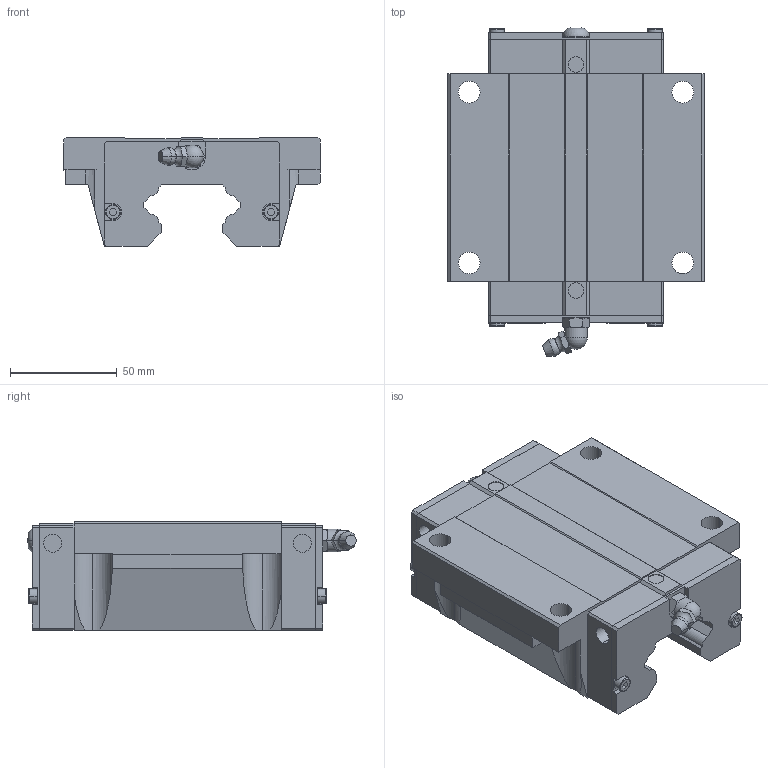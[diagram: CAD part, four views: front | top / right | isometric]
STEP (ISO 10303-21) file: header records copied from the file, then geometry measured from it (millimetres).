
FILE_DESCRIPTION(('STEP AP214'),'1');
FILE_NAME('cctmp_407B2DFC-4D08-477A-8AC7-F08CB0D319C5_2020_4_23_15_36_51_257..stp','2020-04-23T13:36:51',('HIWIN GmbH'),('CADClick - www.CADClick.com'),'Spatial InterOp 3D',' ','unknown authorization');
FILE_SCHEMA(('AUTOMOTIVE_DESIGN'));
Length unit declared in the file: millimetre
Products named in the file (1): QHW45CCZ0H_FILE
Bounding box: 120 x 153.72 x 50.8 mm (x, y, z)
Volume: 497601.9 mm3; surface area: 64446.1 mm2
Topology: 1 solids, 6 shells, 307 faces, 807 edges, 521 vertices
Faces by surface type: plane 193, cylinder 68, torus 30, cone 14, sphere 2
Entity records: 12094 total; most frequent: CARTESIAN_POINT 1934, ORIENTED_EDGE 1610, DIRECTION 1598, EDGE_CURVE 805, LINE 540, VECTOR 540, AXIS2_PLACEMENT_3D 529, VERTEX_POINT 521
